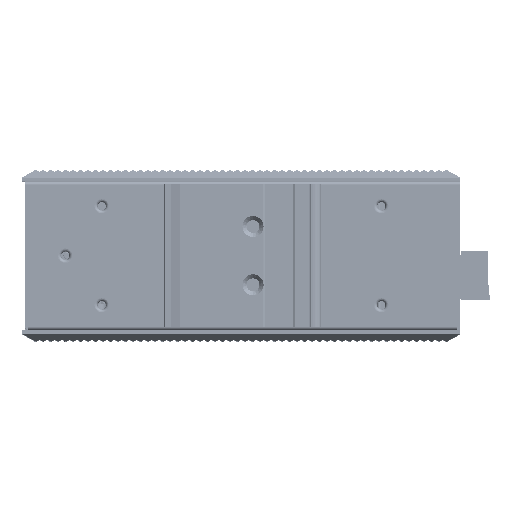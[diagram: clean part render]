
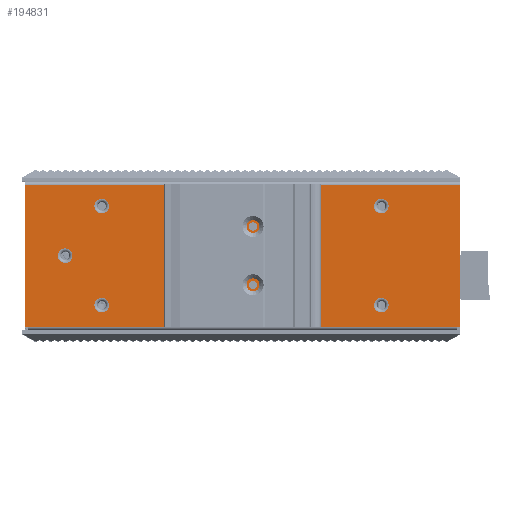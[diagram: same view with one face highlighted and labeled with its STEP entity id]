
A CAD part, top view. The second image highlights one B-rep face of the part: STEP entity #194831.
In plain terms, the highlighted planar face has unit normal (0, 0, 1).
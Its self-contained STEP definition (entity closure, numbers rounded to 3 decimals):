
#181558=DIRECTION('',(-1.,0.,0.));
#181559=VECTOR('',#181558,134.);
#181560=CARTESIAN_POINT('',(66.66,43.8,46.3));
#181561=LINE('',#181560,#181559);
#181573=DIRECTION('',(-1.,0.,0.));
#181574=VECTOR('',#181573,132.);
#181575=CARTESIAN_POINT('',(65.66,0.,46.3));
#181576=LINE('',#181575,#181574);
#181580=DIRECTION('',(1.,0.,0.));
#181581=VECTOR('',#181580,1.);
#181582=CARTESIAN_POINT('',(-67.34,0.,46.3));
#181583=LINE('',#181582,#181581);
#181587=DIRECTION('',(0.,-1.,0.));
#181588=VECTOR('',#181587,43.8);
#181589=CARTESIAN_POINT('',(-67.34,43.8,46.3));
#181590=LINE('',#181589,#181588);
#181594=DIRECTION('',(0.,1.,0.));
#181595=VECTOR('',#181594,43.8);
#181596=CARTESIAN_POINT('',(66.66,0.,46.3));
#181597=LINE('',#181596,#181595);
#181601=DIRECTION('',(1.,0.,0.));
#181602=VECTOR('',#181601,1.);
#181603=CARTESIAN_POINT('',(65.66,0.,46.3));
#181604=LINE('',#181603,#181602);
#181608=CARTESIAN_POINT('',(2.83,30.9,46.3));
#181609=DIRECTION('',(0.,0.,-1.));
#181610=DIRECTION('',(-1.,0.,0.));
#181611=AXIS2_PLACEMENT_3D('',#181608,#181609,#181610);
#181616=CARTESIAN_POINT('',(2.83,30.9,46.3));
#181617=DIRECTION('',(0.,0.,-1.));
#181618=DIRECTION('',(1.,0.,0.));
#181619=AXIS2_PLACEMENT_3D('',#181616,#181617,#181618);
#181624=CARTESIAN_POINT('',(2.83,12.9,46.3));
#181625=DIRECTION('',(0.,0.,-1.));
#181626=DIRECTION('',(-1.,0.,0.));
#181627=AXIS2_PLACEMENT_3D('',#181624,#181625,#181626);
#181632=CARTESIAN_POINT('',(2.83,12.9,46.3));
#181633=DIRECTION('',(0.,0.,-1.));
#181634=DIRECTION('',(1.,0.,0.));
#181635=AXIS2_PLACEMENT_3D('',#181632,#181633,#181634);
#181640=CARTESIAN_POINT('',(42.36,6.65,46.3));
#181641=DIRECTION('',(0.,0.,-1.));
#181642=DIRECTION('',(1.,0.,0.));
#181643=AXIS2_PLACEMENT_3D('',#181640,#181641,#181642);
#181648=CARTESIAN_POINT('',(42.36,6.65,46.3));
#181649=DIRECTION('',(0.,0.,-1.));
#181650=DIRECTION('',(-1.,0.,0.));
#181651=AXIS2_PLACEMENT_3D('',#181648,#181649,#181650);
#181656=CARTESIAN_POINT('',(42.36,37.15,46.3));
#181657=DIRECTION('',(0.,0.,-1.));
#181658=DIRECTION('',(1.,0.,0.));
#181659=AXIS2_PLACEMENT_3D('',#181656,#181657,#181658);
#181664=CARTESIAN_POINT('',(42.36,37.15,46.3));
#181665=DIRECTION('',(0.,0.,-1.));
#181666=DIRECTION('',(-1.,0.,0.));
#181667=AXIS2_PLACEMENT_3D('',#181664,#181665,#181666);
#181672=CARTESIAN_POINT('',(-43.78,6.65,46.3));
#181673=DIRECTION('',(0.,0.,-1.));
#181674=DIRECTION('',(1.,0.,0.));
#181675=AXIS2_PLACEMENT_3D('',#181672,#181673,#181674);
#181680=CARTESIAN_POINT('',(-43.78,6.65,46.3));
#181681=DIRECTION('',(0.,0.,-1.));
#181682=DIRECTION('',(-1.,0.,0.));
#181683=AXIS2_PLACEMENT_3D('',#181680,#181681,#181682);
#181688=CARTESIAN_POINT('',(-43.78,37.15,46.3));
#181689=DIRECTION('',(0.,0.,-1.));
#181690=DIRECTION('',(1.,0.,0.));
#181691=AXIS2_PLACEMENT_3D('',#181688,#181689,#181690);
#181696=CARTESIAN_POINT('',(-43.78,37.15,46.3));
#181697=DIRECTION('',(0.,0.,-1.));
#181698=DIRECTION('',(-1.,0.,0.));
#181699=AXIS2_PLACEMENT_3D('',#181696,#181697,#181698);
#181704=CARTESIAN_POINT('',(-55.04,21.9,46.3));
#181705=DIRECTION('',(0.,0.,-1.));
#181706=DIRECTION('',(0.,-1.,0.));
#181707=AXIS2_PLACEMENT_3D('',#181704,#181705,#181706);
#181712=CARTESIAN_POINT('',(-55.04,21.9,46.3));
#181713=DIRECTION('',(0.,0.,-1.));
#181714=DIRECTION('',(0.,1.,0.));
#181715=AXIS2_PLACEMENT_3D('',#181712,#181713,#181714);
#183916=CARTESIAN_POINT('',(66.66,0.,46.3));
#183918=VERTEX_POINT('',#183916);
#183919=CARTESIAN_POINT('',(65.66,0.,46.3));
#183920=VERTEX_POINT('',#183919);
#183922=CARTESIAN_POINT('',(-67.34,0.,46.3));
#183924=VERTEX_POINT('',#183922);
#183925=CARTESIAN_POINT('',(-66.34,0.,46.3));
#183926=VERTEX_POINT('',#183925);
#183943=CARTESIAN_POINT('',(66.66,43.8,46.3));
#183944=CARTESIAN_POINT('',(-67.34,43.8,46.3));
#183945=VERTEX_POINT('',#183943);
#183946=VERTEX_POINT('',#183944);
#183981=CARTESIAN_POINT('',(1.58,30.9,46.3));
#183982=CARTESIAN_POINT('',(4.08,30.9,46.3));
#183983=VERTEX_POINT('',#183981);
#183984=VERTEX_POINT('',#183982);
#183989=CARTESIAN_POINT('',(1.58,12.9,46.3));
#183990=CARTESIAN_POINT('',(4.08,12.9,46.3));
#183991=VERTEX_POINT('',#183989);
#183992=VERTEX_POINT('',#183990);
#185537=CARTESIAN_POINT('',(44.61,6.65,46.3));
#185538=CARTESIAN_POINT('',(40.11,6.65,46.3));
#185539=VERTEX_POINT('',#185537);
#185540=VERTEX_POINT('',#185538);
#185557=CARTESIAN_POINT('',(44.61,37.15,46.3));
#185558=CARTESIAN_POINT('',(40.11,37.15,46.3));
#185559=VERTEX_POINT('',#185557);
#185560=VERTEX_POINT('',#185558);
#185577=CARTESIAN_POINT('',(-41.53,6.65,46.3));
#185578=CARTESIAN_POINT('',(-46.03,6.65,46.3));
#185579=VERTEX_POINT('',#185577);
#185580=VERTEX_POINT('',#185578);
#185597=CARTESIAN_POINT('',(-41.53,37.15,46.3));
#185598=CARTESIAN_POINT('',(-46.03,37.15,46.3));
#185599=VERTEX_POINT('',#185597);
#185600=VERTEX_POINT('',#185598);
#186029=CARTESIAN_POINT('',(-55.04,19.65,46.3));
#186030=CARTESIAN_POINT('',(-55.04,24.15,46.3));
#186031=VERTEX_POINT('',#186029);
#186032=VERTEX_POINT('',#186030);
#194775=CARTESIAN_POINT('',(-66.34,0.,46.3));
#194776=DIRECTION('',(0.,0.,-1.));
#194777=DIRECTION('',(-1.,0.,0.));
#194778=AXIS2_PLACEMENT_3D('',#194775,#194776,#194777);
#194779=PLANE('',#194778);
#194781=ORIENTED_EDGE('',*,*,#194780,.T.);
#194782=ORIENTED_EDGE('',*,*,#194559,.F.);
#194783=ORIENTED_EDGE('',*,*,#194584,.F.);
#194784=ORIENTED_EDGE('',*,*,#194757,.F.);
#194785=ORIENTED_EDGE('',*,*,#189151,.F.);
#194786=ORIENTED_EDGE('',*,*,#189176,.F.);
#194787=EDGE_LOOP('',(#194781,#194782,#194783,#194784,#194785,#194786));
#194788=FACE_OUTER_BOUND('',#194787,.F.);
#194790=ORIENTED_EDGE('',*,*,#194789,.F.);
#194792=ORIENTED_EDGE('',*,*,#194791,.F.);
#194793=EDGE_LOOP('',(#194790,#194792));
#194794=FACE_BOUND('',#194793,.F.);
#194796=ORIENTED_EDGE('',*,*,#194795,.F.);
#194798=ORIENTED_EDGE('',*,*,#194797,.F.);
#194799=EDGE_LOOP('',(#194796,#194798));
#194800=FACE_BOUND('',#194799,.F.);
#194802=ORIENTED_EDGE('',*,*,#194801,.F.);
#194804=ORIENTED_EDGE('',*,*,#194803,.F.);
#194805=EDGE_LOOP('',(#194802,#194804));
#194806=FACE_BOUND('',#194805,.F.);
#194808=ORIENTED_EDGE('',*,*,#194807,.F.);
#194810=ORIENTED_EDGE('',*,*,#194809,.F.);
#194811=EDGE_LOOP('',(#194808,#194810));
#194812=FACE_BOUND('',#194811,.F.);
#194814=ORIENTED_EDGE('',*,*,#194813,.F.);
#194816=ORIENTED_EDGE('',*,*,#194815,.F.);
#194817=EDGE_LOOP('',(#194814,#194816));
#194818=FACE_BOUND('',#194817,.F.);
#194820=ORIENTED_EDGE('',*,*,#194819,.F.);
#194822=ORIENTED_EDGE('',*,*,#194821,.F.);
#194823=EDGE_LOOP('',(#194820,#194822));
#194824=FACE_BOUND('',#194823,.F.);
#194826=ORIENTED_EDGE('',*,*,#194825,.F.);
#194828=ORIENTED_EDGE('',*,*,#194827,.F.);
#194829=EDGE_LOOP('',(#194826,#194828));
#194830=FACE_BOUND('',#194829,.F.);
#181612=CIRCLE('',#181611,1.25);
#181620=CIRCLE('',#181619,1.25);
#181628=CIRCLE('',#181627,1.25);
#181636=CIRCLE('',#181635,1.25);
#181644=CIRCLE('',#181643,2.25);
#181652=CIRCLE('',#181651,2.25);
#181660=CIRCLE('',#181659,2.25);
#181668=CIRCLE('',#181667,2.25);
#181676=CIRCLE('',#181675,2.25);
#181684=CIRCLE('',#181683,2.25);
#181692=CIRCLE('',#181691,2.25);
#181700=CIRCLE('',#181699,2.25);
#181708=CIRCLE('',#181707,2.25);
#181716=CIRCLE('',#181715,2.25);
#189151=EDGE_CURVE('',#183918,#183945,#181597,.T.);
#189176=EDGE_CURVE('',#183920,#183918,#181604,.T.);
#194559=EDGE_CURVE('',#183924,#183926,#181583,.T.);
#194584=EDGE_CURVE('',#183946,#183924,#181590,.T.);
#194757=EDGE_CURVE('',#183945,#183946,#181561,.T.);
#194780=EDGE_CURVE('',#183920,#183926,#181576,.T.);
#194789=EDGE_CURVE('',#183983,#183984,#181612,.T.);
#194791=EDGE_CURVE('',#183984,#183983,#181620,.T.);
#194795=EDGE_CURVE('',#183991,#183992,#181628,.T.);
#194797=EDGE_CURVE('',#183992,#183991,#181636,.T.);
#194801=EDGE_CURVE('',#185539,#185540,#181644,.T.);
#194803=EDGE_CURVE('',#185540,#185539,#181652,.T.);
#194807=EDGE_CURVE('',#185559,#185560,#181660,.T.);
#194809=EDGE_CURVE('',#185560,#185559,#181668,.T.);
#194813=EDGE_CURVE('',#185579,#185580,#181676,.T.);
#194815=EDGE_CURVE('',#185580,#185579,#181684,.T.);
#194819=EDGE_CURVE('',#185599,#185600,#181692,.T.);
#194821=EDGE_CURVE('',#185600,#185599,#181700,.T.);
#194825=EDGE_CURVE('',#186031,#186032,#181708,.T.);
#194827=EDGE_CURVE('',#186032,#186031,#181716,.T.);
#194831=ADVANCED_FACE('',(#194788,#194794,#194800,#194806,#194812,#194818,
#194824,#194830),#194779,.F.);
